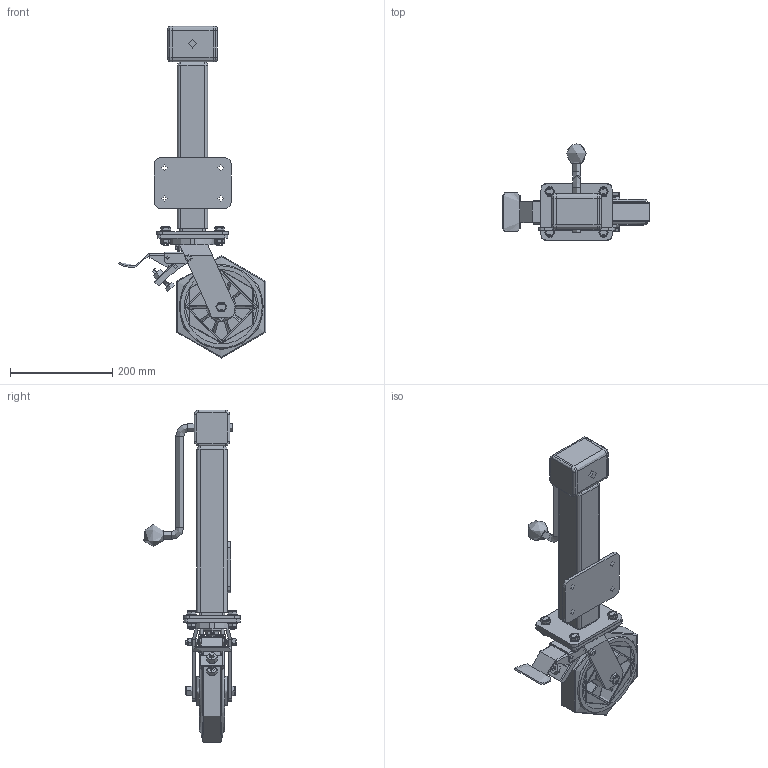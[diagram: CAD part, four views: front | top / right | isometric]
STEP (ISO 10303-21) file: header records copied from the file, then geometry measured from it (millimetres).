
FILE_DESCRIPTION(/* description */ (''),/* implementation_level */ '2;1');
FILE_NAME(/* name */ 'JAZHS200ERBJSWB.step',/* time_stamp */ '2025-04-16T16:28:25+01:00',/* author */ (''),/* organization */ (''),/* preprocessor_version */ 'ST-DEVELOPER v20.1',/* originating_system */ 'Autodesk Translation Framework v14.4.0.0',/* authorisation */ '');
FILE_SCHEMA (('AUTOMOTIVE_DESIGN { 1 0 10303 214 3 1 1 }'));
Products named in the file (98): JAZHS200ERBJSWB; BZH200WERBJM20 v1; 65 SHORE A ELASTIC RUBBER TYRE; ALUMINIUM RIM; BEARING6204; BALL BEARINGS; BEARING6204 (1); INNER; OUTER; BALL BEARINGS (1); Component3; MIDDLE; RUBBER (1); BEARING SPACER; BZMJ200ASSWB v1; FABRICATED STEEL TOP PLATE; FABRICATED STEEL TOP PLATE Geometry; NUT; BOLT; FABRICATED STEEL FORKS; FABRICATED STEEL FORKS Geometry; GREESE NIPPLE; FABRICATED STEEL BRAKE; BOLT2; BRAKE 1; BRAKE PEDAL; BRAKE 2; SPACERS; BRAKE BOLT; BRAKE BOLT Geometry; RUBBER (2); BOLT3; BOLT4; NUT2; BRAKE 3; BOLT5; SPRING; BOLT6; SPRING2; NUT3 ...
Assembly tree (116 placements, depth 5):
  JAZHS200ERBJSWB
    BZH200WERBJM20 v1
      65 SHORE A ELASTIC RUBBER TYRE
      ALUMINIUM RIM
      BEARING6204
        INNER
        OUTER
        BALL BEARINGS
          Component3  x8
        MIDDLE
        RUBBER (1)
      BEARING6204 (1)
        INNER
        OUTER
        BALL BEARINGS (1)
          Component3  x8
        MIDDLE
        RUBBER (1)
      BEARING SPACER
    BZMJ200ASSWB v1
      FABRICATED STEEL TOP PLATE
        FABRICATED STEEL TOP PLATE Geometry
        NUT
        BOLT
      FABRICATED STEEL FORKS
        FABRICATED STEEL FORKS Geometry
        GREESE NIPPLE
      FABRICATED STEEL BRAKE
        BOLT2
        BRAKE 1
        BRAKE PEDAL
        BRAKE 2
        SPACERS
        BRAKE BOLT
          BRAKE BOLT Geometry
          RUBBER (2)
        BOLT3
        BOLT4
        NUT2
        BRAKE 3
        BOLT5
        SPRING
        BOLT6
        SPRING2
        NUT3
    JAZXH v1
      SIDE WINDING JACKING UNIT
        BASE
        MAIN BODY
        RUBBER
        HANDLE
        HAND GRIP
        PLATE
    TH20X2X12 v1
      ZINC PLATED HEADED SPACER
    TH20X2X12 v1 (1)
      ZINC PLATED HEADED SPACER (1)
    HEXBOLTM12X90Z8.8 v2
      GRADE 8.8 ZINC PLATED BOLT
    NYLOCM12Z14MM v1
Bounding box: 287.6 x 188.09 x 648.5 mm (x, y, z)
Volume: 2218863.2 mm3; surface area: 827441.1 mm2
Topology: 87 solids, 87 shells, 2617 faces, 6475 edges, 4119 vertices
Faces by surface type: plane 985, cylinder 772, bspline 605, sphere 148, torus 96, cone 11
Full cylindrical faces by diameter (mm): 6 x17, 8 x41, 8.005 x1, 8.141 x24, 9.836 x16, 9.85 x48, 10 x17, 10.5 x8, 11 x4, 11.834 x16, 12 x11, 12.2 x2, 12.5 x1, 12.75 x2, 13 x3, 14 x2, 15.75 x4, 16 x12, 17.75 x1, 18.5 x1, 19.8 x2, 20 x11, 24 x1, 25 x2, 27 x3, 28.5 x8, 30.8 x4, 31.3 x4, 40.3 x4, 40.5 x4
Entity records: 175511 total; most frequent: CARTESIAN_POINT 122496, ORIENTED_EDGE 10908, DIRECTION 9687, EDGE_CURVE 5454, AXIS2_PLACEMENT_3D 3659, VERTEX_POINT 3481, EDGE_LOOP 2565, LINE 2369
